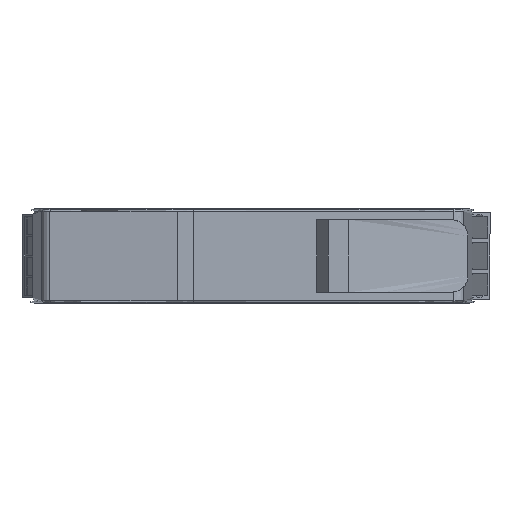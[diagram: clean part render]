
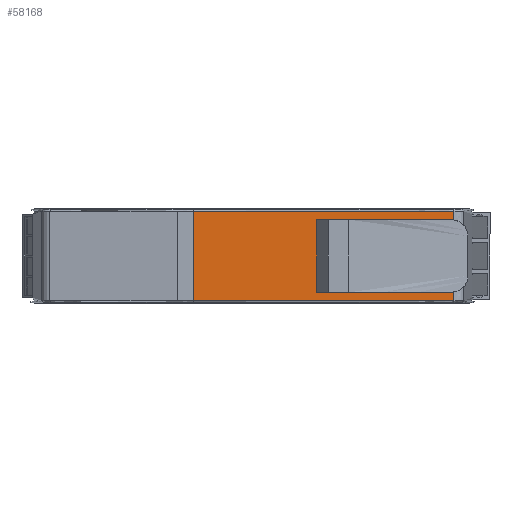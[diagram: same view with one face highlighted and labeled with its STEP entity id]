
A CAD part, front view. The second image highlights one B-rep face of the part: STEP entity #58168.
In plain terms, the highlighted planar face has unit normal (0, -1, 0).
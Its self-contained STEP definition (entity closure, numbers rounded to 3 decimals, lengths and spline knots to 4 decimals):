
#827 = VECTOR ( 'NONE', #87009, 39.3701 ) ;
#2379 = VECTOR ( 'NONE', #12606, 39.3701 ) ;
#2926 = LINE ( 'NONE', #27168, #72137 ) ;
#2952 = CARTESIAN_POINT ( 'NONE',  ( 0., 0., 0.3445 ) ) ;
#3274 = CARTESIAN_POINT ( 'NONE',  ( 1.9087, 0., 0.3426 ) ) ;
#3570 = CARTESIAN_POINT ( 'NONE',  ( 1.884, 0., 0.3445 ) ) ;
#3805 = CARTESIAN_POINT ( 'NONE',  ( 1.9087, 0., -0.3957 ) ) ;
#4821 = VERTEX_POINT ( 'NONE', #37446 ) ;
#4945 = CARTESIAN_POINT ( 'NONE',  ( 0.6693, 0., -0.3957 ) ) ;
#8169 = CARTESIAN_POINT ( 'NONE',  ( 0.6693, 0., -0.3445 ) ) ;
#9697 = DIRECTION ( 'NONE',  ( 1., 0., 0. ) ) ;
#10548 = DIRECTION ( 'NONE',  ( 0., 0., 1. ) ) ;
#12606 = DIRECTION ( 'NONE',  ( 0., 0., 1. ) ) ;
#14423 = CARTESIAN_POINT ( 'NONE',  ( 1.884, 0., -0.3445 ) ) ;
#15064 = LINE ( 'NONE', #2952, #48664 ) ;
#16453 = VERTEX_POINT ( 'NONE', #8169 ) ;
#17962 = VERTEX_POINT ( 'NONE', #49964 ) ;
#18062 = VERTEX_POINT ( 'NONE', #57566 ) ;
#20123 = VECTOR ( 'NONE', #38951, 39.3701 ) ;
#20155 = ORIENTED_EDGE ( 'NONE', *, *, #33100, .T. ) ;
#22047 = CARTESIAN_POINT ( 'NONE',  ( 1.9087, 0., -0.4231 ) ) ;
#22170 = DIRECTION ( 'NONE',  ( 0., -1., 0. ) ) ;
#23730 = VERTEX_POINT ( 'NONE', #72386 ) ;
#25145 = DIRECTION ( 'NONE',  ( 0., 0., 1. ) ) ;
#26069 = CARTESIAN_POINT ( 'NONE',  ( 1.9087, 0., -0.3957 ) ) ;
#27168 = CARTESIAN_POINT ( 'NONE',  ( 0.6099, 0., 0.4231 ) ) ;
#28102 = FACE_OUTER_BOUND ( 'NONE', #79812, .T. ) ;
#29218 = EDGE_CURVE ( 'NONE', #50553, #55416, #67555, .T. ) ;
#31571 = CARTESIAN_POINT ( 'NONE',  ( 0., 0., -0.4231 ) ) ;
#32467 = CARTESIAN_POINT ( 'NONE',  ( 0., 0., -0.3445 ) ) ;
#32482 = AXIS2_PLACEMENT_3D ( 'NONE', #62390, #22170, #69142 ) ;
#33100 = EDGE_CURVE ( 'NONE', #17962, #18062, #54365, .T. ) ;
#33294 = ORIENTED_EDGE ( 'NONE', *, *, #29218, .T. ) ;
#33954 = DIRECTION ( 'NONE',  ( -1., 0., 0. ) ) ;
#34639 = EDGE_CURVE ( 'NONE', #68522, #16453, #73603, .T. ) ;
#35242 = CARTESIAN_POINT ( 'NONE',  ( 1.9087, 0., -0.3425 ) ) ;
#35691 = CARTESIAN_POINT ( 'NONE',  ( 0.6693, 0., 0.3445 ) ) ;
#36324 = ORIENTED_EDGE ( 'NONE', *, *, #41299, .T. ) ;
#37446 = CARTESIAN_POINT ( 'NONE',  ( 1.884, 0., 0.3445 ) ) ;
#38951 = DIRECTION ( 'NONE',  ( -1., 0., 0. ) ) ;
#39994 = ORIENTED_EDGE ( 'NONE', *, *, #59742, .F. ) ;
#40185 = LINE ( 'NONE', #26069, #2379 ) ;
#41299 = EDGE_CURVE ( 'NONE', #42971, #4821, #15064, .T. ) ;
#41554 = ORIENTED_EDGE ( 'NONE', *, *, #34639, .T. ) ;
#42971 = VERTEX_POINT ( 'NONE', #35691 ) ;
#43742 = CARTESIAN_POINT ( 'NONE',  ( 1.8922, 0., 0.3445 ) ) ;
#44180 = ORIENTED_EDGE ( 'NONE', *, *, #54467, .F. ) ;
#44545 = LINE ( 'NONE', #4945, #78099 ) ;
#46567 = CARTESIAN_POINT ( 'NONE',  ( 1.9087, 0., -0.3425 ) ) ;
#47832 = B_SPLINE_CURVE_WITH_KNOTS ( 'NONE', 3,
 ( #3274, #70412, #43742, #3570 ),
 .UNSPECIFIED., .F., .F.,
 ( 4, 4 ),
 ( 0., 0.0006 ),
 .UNSPECIFIED. ) ;
#48664 = VECTOR ( 'NONE', #9697, 39.3701 ) ;
#49078 = EDGE_CURVE ( 'NONE', #23730, #51650, #40185, .T. ) ;
#49082 = ORIENTED_EDGE ( 'NONE', *, *, #74974, .T. ) ;
#49964 = CARTESIAN_POINT ( 'NONE',  ( -0.689, 0., 0.4231 ) ) ;
#50553 = VERTEX_POINT ( 'NONE', #22047 ) ;
#51650 = VERTEX_POINT ( 'NONE', #59685 ) ;
#54365 = LINE ( 'NONE', #80287, #827 ) ;
#54467 = EDGE_CURVE ( 'NONE', #23730, #4821, #47832, .T. ) ;
#55416 = VERTEX_POINT ( 'NONE', #35242 ) ;
#57566 = CARTESIAN_POINT ( 'NONE',  ( -0.689, 0., -0.4231 ) ) ;
#58168 = ADVANCED_FACE ( 'NONE', ( #28102 ), #82272, .T. ) ;
#58933 = LINE ( 'NONE', #31571, #74644 ) ;
#59685 = CARTESIAN_POINT ( 'NONE',  ( 1.9087, 0., 0.4231 ) ) ;
#59742 = EDGE_CURVE ( 'NONE', #68522, #55416, #82914, .T. ) ;
#59766 = CARTESIAN_POINT ( 'NONE',  ( 1.884, 0., -0.3445 ) ) ;
#62390 = CARTESIAN_POINT ( 'NONE',  ( 0., 0., -0.3957 ) ) ;
#65777 = EDGE_CURVE ( 'NONE', #51650, #17962, #2926, .T. ) ;
#67555 = LINE ( 'NONE', #3805, #83221 ) ;
#68522 = VERTEX_POINT ( 'NONE', #14423 ) ;
#69142 = DIRECTION ( 'NONE',  ( 1., 0., 0. ) ) ;
#70412 = CARTESIAN_POINT ( 'NONE',  ( 1.9005, 0., 0.3438 ) ) ;
#71721 = DIRECTION ( 'NONE',  ( 1., 0., 0. ) ) ;
#72137 = VECTOR ( 'NONE', #33954, 39.3701 ) ;
#72386 = CARTESIAN_POINT ( 'NONE',  ( 1.9087, 0., 0.3426 ) ) ;
#72936 = EDGE_CURVE ( 'NONE', #16453, #42971, #44545, .T. ) ;
#73603 = LINE ( 'NONE', #32467, #20123 ) ;
#74644 = VECTOR ( 'NONE', #71721, 39.3701 ) ;
#74974 = EDGE_CURVE ( 'NONE', #18062, #50553, #58933, .T. ) ;
#76104 = ORIENTED_EDGE ( 'NONE', *, *, #65777, .T. ) ;
#78099 = VECTOR ( 'NONE', #25145, 39.3701 ) ;
#79379 = CARTESIAN_POINT ( 'NONE',  ( 1.8922, 0., -0.3445 ) ) ;
#79812 = EDGE_LOOP ( 'NONE', ( #39994, #41554, #86019, #36324, #44180, #85123, #76104, #20155, #49082, #33294 ) ) ;
#80287 = CARTESIAN_POINT ( 'NONE',  ( -0.689, 0., -0.3957 ) ) ;
#82272 = PLANE ( 'NONE',  #32482 ) ;
#82914 = B_SPLINE_CURVE_WITH_KNOTS ( 'NONE', 3,
 ( #59766, #79379, #86648, #46567 ),
 .UNSPECIFIED., .F., .F.,
 ( 4, 4 ),
 ( 0., 0.0006 ),
 .UNSPECIFIED. ) ;
#83221 = VECTOR ( 'NONE', #10548, 39.3701 ) ;
#85123 = ORIENTED_EDGE ( 'NONE', *, *, #49078, .T. ) ;
#86019 = ORIENTED_EDGE ( 'NONE', *, *, #72936, .T. ) ;
#86648 = CARTESIAN_POINT ( 'NONE',  ( 1.9005, 0., -0.3438 ) ) ;
#87009 = DIRECTION ( 'NONE',  ( 0., 0., -1. ) ) ;
